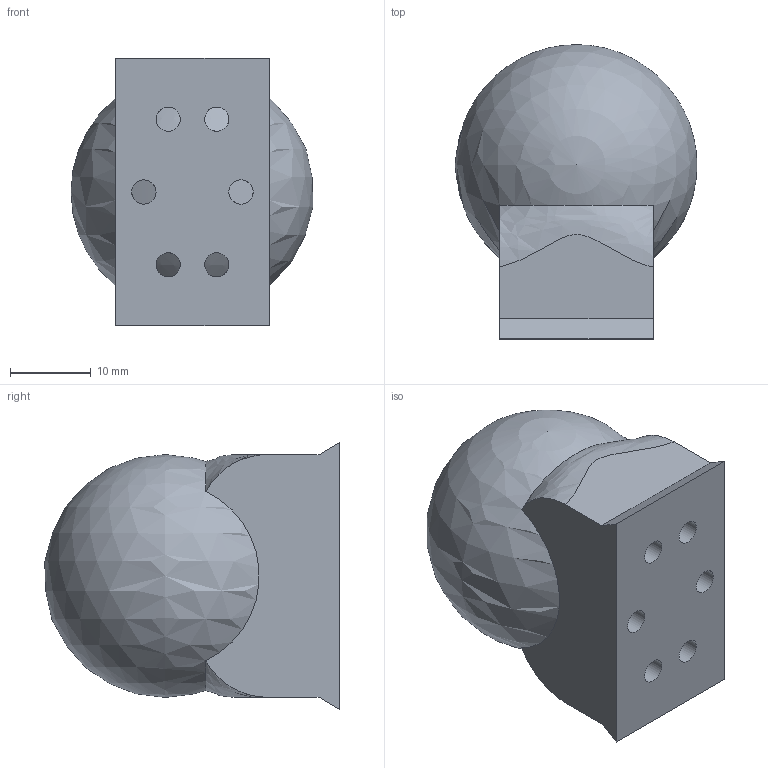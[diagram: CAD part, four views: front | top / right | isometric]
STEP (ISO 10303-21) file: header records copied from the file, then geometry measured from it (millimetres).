
FILE_DESCRIPTION(/* description */ (''),/* implementation_level */ '2;1');
FILE_NAME(/* name */ 'round_finger_tip_soft.stp',/* time_stamp */ '2024-12-21T19:40:36-05:00',/* author */ ('Kenny'),/* organization */ (''),/* preprocessor_version */ 'ST-DEVELOPER v18.1',/* originating_system */ 'Autodesk Inventor 2021',/* authorisation */ '');
FILE_SCHEMA (('AUTOMOTIVE_DESIGN { 1 0 10303 214 3 1 1 }'));
Length unit declared in the file: millimetre
Products named in the file (1): round_finger_tip_flex_smaller_holes
Bounding box: 29.89 x 36.39 x 33 mm (x, y, z)
Volume: 19844.8 mm3; surface area: 4730 mm2
Topology: 1 solids, 1 shells, 22 faces, 57 edges, 42 vertices
Faces by surface type: plane 7, sphere 7, cylinder 6, bspline 2
Full cylindrical faces by diameter (mm): 3 x6
Entity records: 1093 total; most frequent: CARTESIAN_POINT 530, ORIENTED_EDGE 110, DIRECTION 96, EDGE_CURVE 55, VERTEX_POINT 42, AXIS2_PLACEMENT_3D 38, EDGE_LOOP 29, FACE_OUTER_BOUND 22
